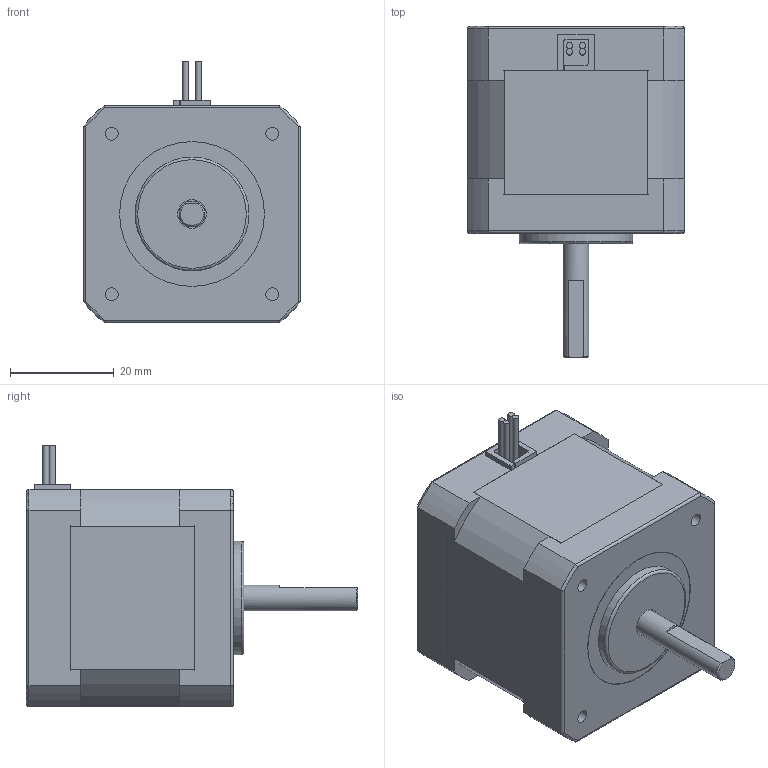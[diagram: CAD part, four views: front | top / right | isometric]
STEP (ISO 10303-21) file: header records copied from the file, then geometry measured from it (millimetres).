
FILE_DESCRIPTION(('FreeCAD Model'),'2;1');
FILE_NAME('Open CASCADE Shape Model','2021-08-04T19:48:11',('Author'),( ''),'Open CASCADE STEP processor 7.5','FreeCAD','Unknown');
FILE_SCHEMA(('AUTOMOTIVE_DESIGN { 1 0 10303 214 1 1 1 1 }'));
Length unit declared in the file: millimetre
Products named in the file (10): NEMA17_33_II; Frontplate; Backplate; Connenctor; Housing; Bearing dummy; Bearing dummy 01; Core; Cable; M3x34-Screw
Assembly tree (12 placements, depth 2):
  NEMA17_33_II
    Frontplate
    Backplate
    Connenctor
    Housing
    Bearing dummy
    Bearing dummy 01
    Core
    Cable
    M3x34-Screw  x4
Bounding box: 42 x 64 x 50.5 mm (x, y, z)
Volume: 53639.9 mm3; surface area: 32864.3 mm2
Topology: 12 solids, 12 shells, 344 faces, 783 edges, 503 vertices
Faces by surface type: plane 187, cylinder 95, cone 29, revolution 24, torus 9
Full cylindrical faces by diameter (mm): 1.2 x4, 2.46 x12, 3 x8, 5 x1, 5.5 x1, 6 x4, 8 x5, 11.4 x4, 12 x6, 16 x1, 17.8 x4, 18.4 x4, 22 x5, 28 x3, 30 x2, 35 x1
Entity records: 15836 total; most frequent: CARTESIAN_POINT 3829, DIRECTION 2300, ORIENTED_EDGE 1120, PCURVE 1120, DEFINITIONAL_REPRESENTATION 1120, LINE 1116, VECTOR 1116, EDGE_CURVE 560
